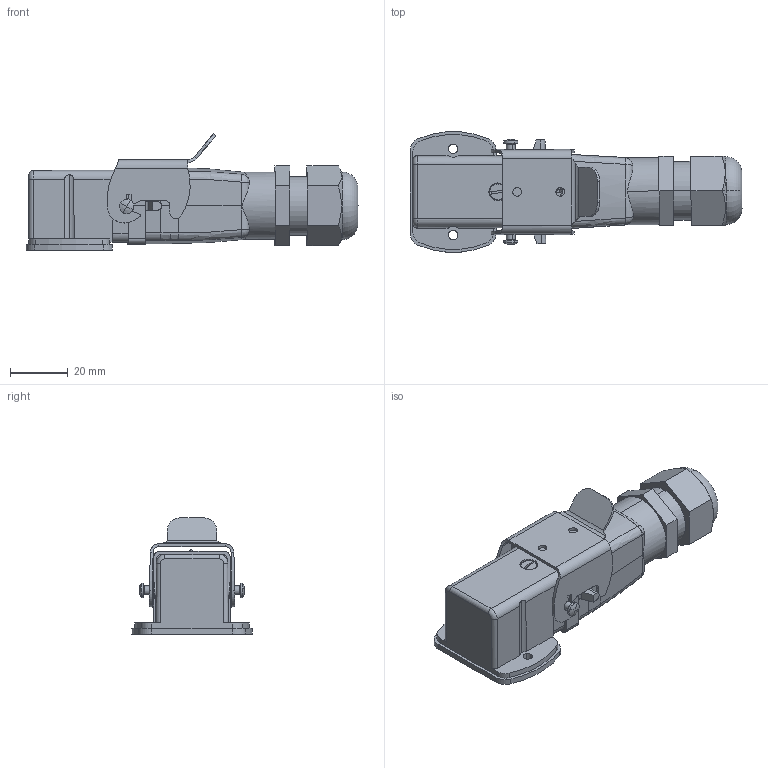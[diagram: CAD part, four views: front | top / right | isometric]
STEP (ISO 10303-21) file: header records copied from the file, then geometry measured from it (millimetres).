
FILE_DESCRIPTION(('CATIA V5 STEP Exchange','CAx-IF Rec.Pracs.--- Model Styling and Organization---1.4--- 2014-01-23'),'2;1');
FILE_NAME ('022152-1_3', '2019-11-22T11:21:44+00:00', ('none'), ('Weidmueller'), 'CATIA Version 5-6 Release 2016 SP3 HF44', 'CATIA V5 STEP AP214', 'none');
FILE_SCHEMA(('AUTOMOTIVE_DESIGN { 1 0 10303 214 1 1 1 1 }'));
Products named in the file (1): 1802700000 
Bounding box: 115.33 x 41.81 x 40.44 mm (x, y, z)
Volume: 46686.4 mm3; surface area: 46261.5 mm2
Topology: 12 solids, 43 shells, 4083 faces, 10827 edges, 6685 vertices
Faces by surface type: plane 2334, cylinder 1058, torus 398, cone 211, sphere 40, bspline 34, extrusion 6, revolution 2
Entity records: 121922 total; most frequent: CARTESIAN_POINT 28081, ORIENTED_EDGE 21542, DIRECTION 15698, EDGE_CURVE 10771, VECTOR 6916, LINE 6910, VERTEX_POINT 6685, AXIS2_PLACEMENT_3D 5872
